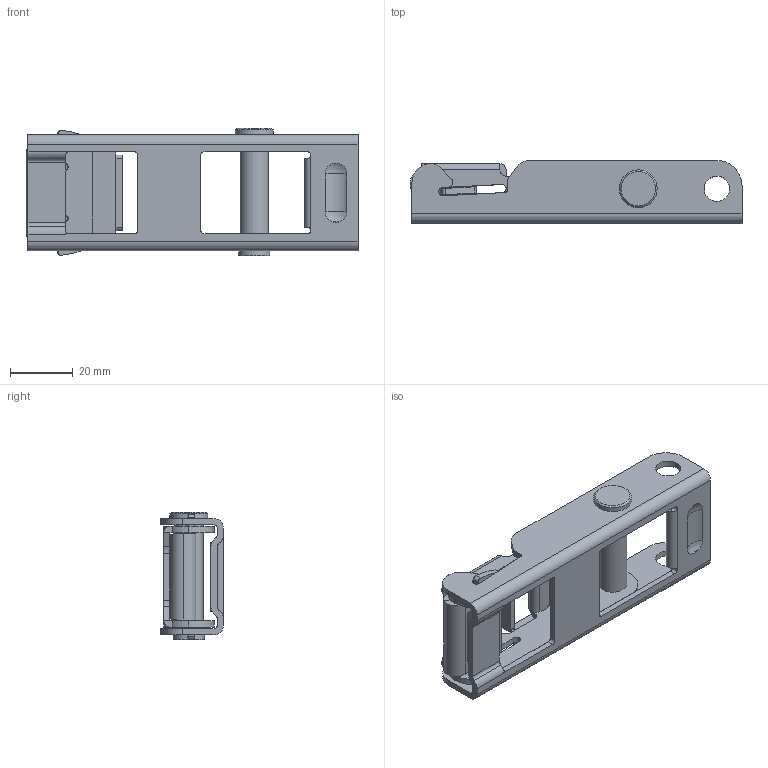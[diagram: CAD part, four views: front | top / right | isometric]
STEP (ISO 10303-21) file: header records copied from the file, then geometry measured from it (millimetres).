
FILE_DESCRIPTION (( 'STEP AP203' ), '1' );
FILE_NAME ('C-1997-3.STEP', '2021-03-11T03:59:48', ( '' ), ( '' ), 'SwSTEP 2.0', 'SolidWorks 2018', '' );
FILE_SCHEMA (( 'CONFIG_CONTROL_DESIGN' ));
Length unit declared in the file: millimetre
Products named in the file (5): C-1997-3_Base_; C-1997-3_Stopper_; C-1997-3_Lever-shaft_; C-1997-3_Lever_; C-1997-3
Assembly tree (4 placements, depth 2):
  C-1997-3
    C-1997-3_Base_
    C-1997-3_Lever_
    C-1997-3_Stopper_
    C-1997-3_Lever-shaft_
Bounding box: 105.64 x 20 x 40.5 mm (x, y, z)
Volume: 21636.1 mm3; surface area: 23388.5 mm2
Topology: 4 solids, 4 shells, 244 faces, 675 edges, 437 vertices
Faces by surface type: cylinder 128, plane 107, sphere 5, bspline 2, cone 2
Entity records: 8470 total; most frequent: CARTESIAN_POINT 1455, DIRECTION 1427, ORIENTED_EDGE 1350, EDGE_CURVE 675, AXIS2_PLACEMENT_3D 515, VERTEX_POINT 437, LINE 397, VECTOR 397
